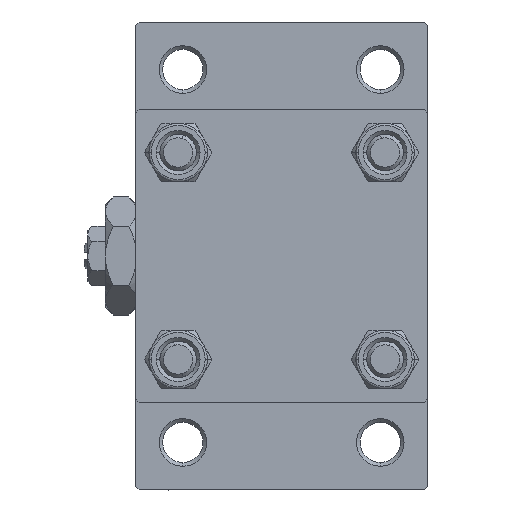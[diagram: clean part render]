
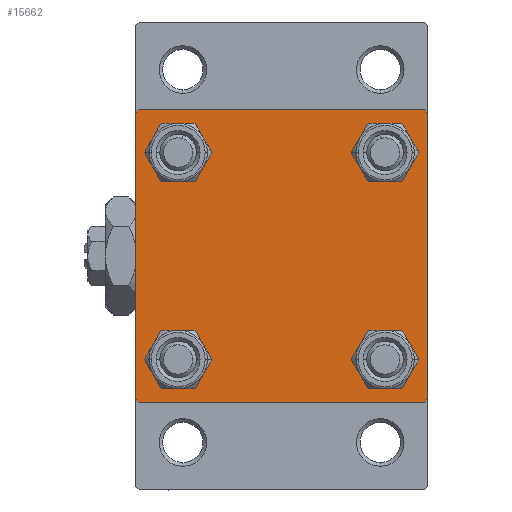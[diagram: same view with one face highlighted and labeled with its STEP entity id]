
A CAD part, left-side view. The second image highlights one B-rep face of the part: STEP entity #15662.
In plain terms, the highlighted planar face has unit normal (-1, 0, 0).
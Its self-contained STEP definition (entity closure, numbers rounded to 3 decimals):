
#73 = VERTEX_POINT ( 'NONE', #47133 ) ;
#82 = ORIENTED_EDGE ( 'NONE', *, *, #46260, .F. ) ;
#997 = EDGE_CURVE ( 'NONE', #73, #8624, #5105, .T. ) ;
#1230 = CARTESIAN_POINT ( 'NONE',  ( 0., 19.5, -20. ) ) ;
#1364 = VERTEX_POINT ( 'NONE', #48243 ) ;
#1495 = AXIS2_PLACEMENT_3D ( 'NONE', #35393, #12160, #23668 ) ;
#1685 = CARTESIAN_POINT ( 'NONE',  ( 0., -14.15, -14.15 ) ) ;
#1764 = CIRCLE ( 'NONE', #25733, 3. ) ;
#1766 = CARTESIAN_POINT ( 'NONE',  ( 0., -14.15, 14.15 ) ) ;
#1768 = CARTESIAN_POINT ( 'NONE',  ( 0., -19.75, 19.75 ) ) ;
#1779 = VERTEX_POINT ( 'NONE', #21690 ) ;
#1973 = CIRCLE ( 'NONE', #4368, 3. ) ;
#2349 = ORIENTED_EDGE ( 'NONE', *, *, #37566, .T. ) ;
#2843 = AXIS2_PLACEMENT_3D ( 'NONE', #33142, #40398, #6147 ) ;
#2932 = CIRCLE ( 'NONE', #30880, 3. ) ;
#3862 = VECTOR ( 'NONE', #27150, 1000. ) ;
#3897 = EDGE_LOOP ( 'NONE', ( #37288, #9746 ) ) ;
#4164 = DIRECTION ( 'NONE',  ( 1., 0., 0. ) ) ;
#4270 = ORIENTED_EDGE ( 'NONE', *, *, #40270, .T. ) ;
#4276 = ORIENTED_EDGE ( 'NONE', *, *, #45669, .T. ) ;
#4368 = AXIS2_PLACEMENT_3D ( 'NONE', #8089, #38351, #22617 ) ;
#4544 = EDGE_CURVE ( 'NONE', #1364, #44150, #7258, .T. ) ;
#4597 = VERTEX_POINT ( 'NONE', #1230 ) ;
#4898 = DIRECTION ( 'NONE',  ( 0., 0., 1. ) ) ;
#5105 = CIRCLE ( 'NONE', #33040, 3. ) ;
#5544 = ORIENTED_EDGE ( 'NONE', *, *, #26464, .T. ) ;
#6147 = DIRECTION ( 'NONE',  ( 0., 0., 1. ) ) ;
#6440 = VECTOR ( 'NONE', #28508, 1000. ) ;
#6727 = EDGE_LOOP ( 'NONE', ( #4276, #20610 ) ) ;
#6811 = CARTESIAN_POINT ( 'NONE',  ( 0., -20., -19.5 ) ) ;
#6838 = CIRCLE ( 'NONE', #2843, 3. ) ;
#7168 = CIRCLE ( 'NONE', #10336, 3. ) ;
#7258 = LINE ( 'NONE', #49265, #34722 ) ;
#7483 = EDGE_CURVE ( 'NONE', #25618, #23563, #2932, .T. ) ;
#8089 = CARTESIAN_POINT ( 'NONE',  ( 0., 14.15, 14.15 ) ) ;
#8166 = FACE_BOUND ( 'NONE', #6727, .T. ) ;
#8410 = FACE_BOUND ( 'NONE', #39994, .T. ) ;
#8494 = DIRECTION ( 'NONE',  ( 0., 0., -1. ) ) ;
#8552 = LINE ( 'NONE', #13270, #21210 ) ;
#8624 = VERTEX_POINT ( 'NONE', #42202 ) ;
#8650 = FACE_BOUND ( 'NONE', #3897, .T. ) ;
#9145 = DIRECTION ( 'NONE',  ( 0., -1., 0. ) ) ;
#9746 = ORIENTED_EDGE ( 'NONE', *, *, #41395, .T. ) ;
#10336 = AXIS2_PLACEMENT_3D ( 'NONE', #35052, #39303, #38327 ) ;
#10529 = VERTEX_POINT ( 'NONE', #48537 ) ;
#10989 = EDGE_CURVE ( 'NONE', #4597, #1364, #12870, .T. ) ;
#11304 = CARTESIAN_POINT ( 'NONE',  ( 0., -14.15, 17.15 ) ) ;
#11994 = DIRECTION ( 'NONE',  ( 1., 0., 0. ) ) ;
#12079 = VERTEX_POINT ( 'NONE', #32858 ) ;
#12160 = DIRECTION ( 'NONE',  ( -1., 0., 0. ) ) ;
#12648 = FACE_BOUND ( 'NONE', #34026, .T. ) ;
#12870 = LINE ( 'NONE', #39628, #3862 ) ;
#13270 = CARTESIAN_POINT ( 'NONE',  ( 0., -20., 20. ) ) ;
#13367 = CARTESIAN_POINT ( 'NONE',  ( 0., 19.75, -19.75 ) ) ;
#14260 = DIRECTION ( 'NONE',  ( 1., 0., 0. ) ) ;
#14999 = DIRECTION ( 'NONE',  ( 0., -0.707, 0.707 ) ) ;
#15580 = ORIENTED_EDGE ( 'NONE', *, *, #43694, .T. ) ;
#15662 = ADVANCED_FACE ( 'NONE', ( #8166, #12648, #8650, #8410, #35152 ), #27655, .T. ) ;
#15739 = DIRECTION ( 'NONE',  ( 0., 0., 1. ) ) ;
#15856 = CARTESIAN_POINT ( 'NONE',  ( 0., -19.5, 20. ) ) ;
#16970 = EDGE_CURVE ( 'NONE', #42620, #20367, #7168, .T. ) ;
#18534 = VERTEX_POINT ( 'NONE', #11304 ) ;
#18834 = CARTESIAN_POINT ( 'NONE',  ( 0., 14.15, 17.15 ) ) ;
#20367 = VERTEX_POINT ( 'NONE', #37557 ) ;
#20610 = ORIENTED_EDGE ( 'NONE', *, *, #24598, .T. ) ;
#21210 = VECTOR ( 'NONE', #32528, 1000. ) ;
#21690 = CARTESIAN_POINT ( 'NONE',  ( 0., -14.15, 11.15 ) ) ;
#22617 = DIRECTION ( 'NONE',  ( 0., 0., 1. ) ) ;
#23128 = LINE ( 'NONE', #35100, #38741 ) ;
#23374 = VERTEX_POINT ( 'NONE', #15856 ) ;
#23563 = VERTEX_POINT ( 'NONE', #18834 ) ;
#23668 = DIRECTION ( 'NONE',  ( 0., 0., 1. ) ) ;
#24598 = EDGE_CURVE ( 'NONE', #1779, #18534, #27158, .T. ) ;
#24762 = AXIS2_PLACEMENT_3D ( 'NONE', #33268, #14260, #29521 ) ;
#25402 = ORIENTED_EDGE ( 'NONE', *, *, #29433, .T. ) ;
#25618 = VERTEX_POINT ( 'NONE', #46537 ) ;
#25733 = AXIS2_PLACEMENT_3D ( 'NONE', #1685, #32180, #47433 ) ;
#25845 = ORIENTED_EDGE ( 'NONE', *, *, #7483, .T. ) ;
#25873 = DIRECTION ( 'NONE',  ( 0., -0.707, -0.707 ) ) ;
#26464 = EDGE_CURVE ( 'NONE', #30229, #23374, #39529, .T. ) ;
#27150 = DIRECTION ( 'NONE',  ( 0., -1., 0. ) ) ;
#27158 = CIRCLE ( 'NONE', #24762, 3. ) ;
#27249 = CARTESIAN_POINT ( 'NONE',  ( 0., 14.15, 14.15 ) ) ;
#27655 = PLANE ( 'NONE',  #1495 ) ;
#27833 = VECTOR ( 'NONE', #9145, 1000. ) ;
#28508 = DIRECTION ( 'NONE',  ( 0., 0.707, 0.707 ) ) ;
#28985 = CARTESIAN_POINT ( 'NONE',  ( 0., 20., -19.5 ) ) ;
#29433 = EDGE_CURVE ( 'NONE', #8624, #73, #1764, .T. ) ;
#29521 = DIRECTION ( 'NONE',  ( 0., 0., 1. ) ) ;
#30229 = VERTEX_POINT ( 'NONE', #38470 ) ;
#30880 = AXIS2_PLACEMENT_3D ( 'NONE', #27249, #11994, #15739 ) ;
#31488 = CARTESIAN_POINT ( 'NONE',  ( 0., 20., 20. ) ) ;
#31826 = AXIS2_PLACEMENT_3D ( 'NONE', #1766, #40011, #36247 ) ;
#32180 = DIRECTION ( 'NONE',  ( 1., 0., 0. ) ) ;
#32528 = DIRECTION ( 'NONE',  ( 0., 0., -1. ) ) ;
#32858 = CARTESIAN_POINT ( 'NONE',  ( 0., 20., 19.5 ) ) ;
#33040 = AXIS2_PLACEMENT_3D ( 'NONE', #38657, #4164, #4898 ) ;
#33142 = CARTESIAN_POINT ( 'NONE',  ( 0., 14.15, -14.15 ) ) ;
#33268 = CARTESIAN_POINT ( 'NONE',  ( 0., -14.15, 14.15 ) ) ;
#34014 = ORIENTED_EDGE ( 'NONE', *, *, #10989, .T. ) ;
#34026 = EDGE_LOOP ( 'NONE', ( #38787, #25402 ) ) ;
#34722 = VECTOR ( 'NONE', #14999, 1000. ) ;
#35052 = CARTESIAN_POINT ( 'NONE',  ( 0., 14.15, -14.15 ) ) ;
#35100 = CARTESIAN_POINT ( 'NONE',  ( 0., 19.75, 19.75 ) ) ;
#35152 = FACE_OUTER_BOUND ( 'NONE', #40621, .T. ) ;
#35393 = CARTESIAN_POINT ( 'NONE',  ( 0., 0., 0. ) ) ;
#36247 = DIRECTION ( 'NONE',  ( 0., 0., 1. ) ) ;
#37288 = ORIENTED_EDGE ( 'NONE', *, *, #16970, .T. ) ;
#37557 = CARTESIAN_POINT ( 'NONE',  ( 0., 14.15, -17.15 ) ) ;
#37566 = EDGE_CURVE ( 'NONE', #12079, #43048, #38996, .T. ) ;
#38327 = DIRECTION ( 'NONE',  ( 0., 0., 1. ) ) ;
#38351 = DIRECTION ( 'NONE',  ( 1., 0., 0. ) ) ;
#38470 = CARTESIAN_POINT ( 'NONE',  ( 0., -20., 19.5 ) ) ;
#38657 = CARTESIAN_POINT ( 'NONE',  ( 0., -14.15, -14.15 ) ) ;
#38741 = VECTOR ( 'NONE', #42602, 1000. ) ;
#38787 = ORIENTED_EDGE ( 'NONE', *, *, #997, .T. ) ;
#38996 = LINE ( 'NONE', #31488, #48342 ) ;
#39303 = DIRECTION ( 'NONE',  ( 1., 0., 0. ) ) ;
#39325 = EDGE_CURVE ( 'NONE', #23563, #25618, #1973, .T. ) ;
#39529 = LINE ( 'NONE', #1768, #6440 ) ;
#39628 = CARTESIAN_POINT ( 'NONE',  ( 0., 20., -20. ) ) ;
#39994 = EDGE_LOOP ( 'NONE', ( #45898, #25845 ) ) ;
#40011 = DIRECTION ( 'NONE',  ( 1., 0., 0. ) ) ;
#40270 = EDGE_CURVE ( 'NONE', #10529, #12079, #23128, .T. ) ;
#40398 = DIRECTION ( 'NONE',  ( 1., 0., 0. ) ) ;
#40616 = LINE ( 'NONE', #13367, #41237 ) ;
#40621 = EDGE_LOOP ( 'NONE', ( #2349, #15580, #34014, #45490, #49053, #5544, #82, #4270 ) ) ;
#41237 = VECTOR ( 'NONE', #25873, 1000. ) ;
#41395 = EDGE_CURVE ( 'NONE', #20367, #42620, #6838, .T. ) ;
#41625 = EDGE_CURVE ( 'NONE', #30229, #44150, #8552, .T. ) ;
#42202 = CARTESIAN_POINT ( 'NONE',  ( 0., -14.15, -17.15 ) ) ;
#42602 = DIRECTION ( 'NONE',  ( 0., 0.707, -0.707 ) ) ;
#42620 = VERTEX_POINT ( 'NONE', #42880 ) ;
#42880 = CARTESIAN_POINT ( 'NONE',  ( 0., 14.15, -11.15 ) ) ;
#43048 = VERTEX_POINT ( 'NONE', #28985 ) ;
#43390 = CARTESIAN_POINT ( 'NONE',  ( 0., 20., 20. ) ) ;
#43694 = EDGE_CURVE ( 'NONE', #43048, #4597, #40616, .T. ) ;
#44150 = VERTEX_POINT ( 'NONE', #6811 ) ;
#45075 = LINE ( 'NONE', #43390, #27833 ) ;
#45490 = ORIENTED_EDGE ( 'NONE', *, *, #4544, .T. ) ;
#45669 = EDGE_CURVE ( 'NONE', #18534, #1779, #47008, .T. ) ;
#45898 = ORIENTED_EDGE ( 'NONE', *, *, #39325, .T. ) ;
#46260 = EDGE_CURVE ( 'NONE', #10529, #23374, #45075, .T. ) ;
#46537 = CARTESIAN_POINT ( 'NONE',  ( 0., 14.15, 11.15 ) ) ;
#47008 = CIRCLE ( 'NONE', #31826, 3. ) ;
#47133 = CARTESIAN_POINT ( 'NONE',  ( 0., -14.15, -11.15 ) ) ;
#47433 = DIRECTION ( 'NONE',  ( 0., 0., 1. ) ) ;
#48243 = CARTESIAN_POINT ( 'NONE',  ( 0., -19.5, -20. ) ) ;
#48342 = VECTOR ( 'NONE', #8494, 1000. ) ;
#48537 = CARTESIAN_POINT ( 'NONE',  ( 0., 19.5, 20. ) ) ;
#49053 = ORIENTED_EDGE ( 'NONE', *, *, #41625, .F. ) ;
#49265 = CARTESIAN_POINT ( 'NONE',  ( 0., -19.75, -19.75 ) ) ;
